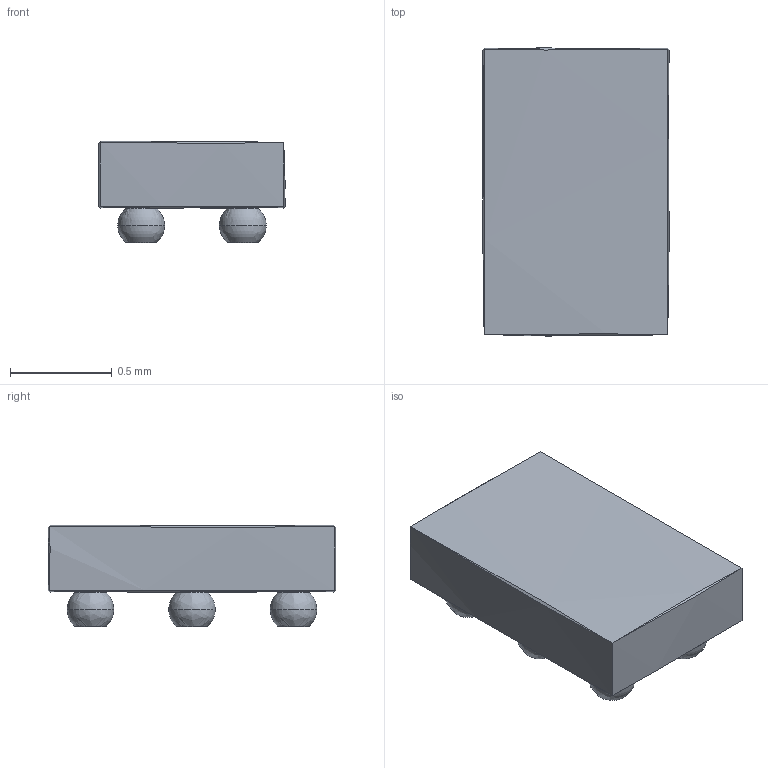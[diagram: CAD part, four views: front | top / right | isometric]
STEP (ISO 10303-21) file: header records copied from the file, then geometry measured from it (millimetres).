
FILE_DESCRIPTION (( 'STEP AP214' ), '1' );
FILE_NAME ('User Library-DSBGA-6__CASE-YZP0006.STEP', '2020-12-03T12:52:04', ( '' ), ( '' ), 'SwSTEP 2.0', 'SolidWorks 2020', '' );
FILE_SCHEMA (( 'AUTOMOTIVE_DESIGN' ));
Length unit declared in the file: millimetre
Products named in the file (1): User Library-DSBGA-6__CASE-YZP0006
Bounding box: 0.92 x 1.42 x 0.5 mm (x, y, z)
Volume: 0.5 mm3; surface area: 5.1 mm2
Topology: 7 solids, 7 shells, 42 faces, 84 edges, 44 vertices
Faces by surface type: plane 30, bspline 12
Entity records: 1804 total; most frequent: CARTESIAN_POINT 1047, ORIENTED_EDGE 120, DIRECTION 110, EDGE_CURVE 60, EDGE_LOOP 54, VERTEX_POINT 44, AXIS2_PLACEMENT_3D 43, ADVANCED_FACE 42
